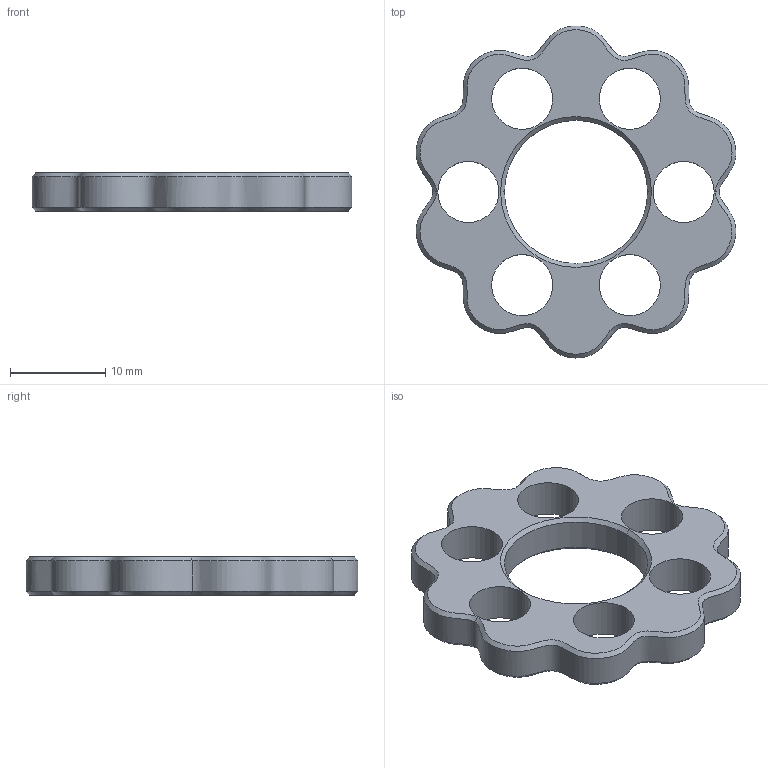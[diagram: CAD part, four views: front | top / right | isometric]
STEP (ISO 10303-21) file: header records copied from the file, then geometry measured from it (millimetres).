
FILE_DESCRIPTION (( 'STEP AP203' ), '1' );
FILE_NAME ('啊盄謫1.2_se.STEP', '2024-02-19T06:05:09', ( '' ), ( '' ), 'SwSTEP 2.0', 'SolidWorks 2022', '' );
FILE_SCHEMA (( 'CONFIG_CONTROL_DESIGN' ));
Length unit declared in the file: millimetre
Products named in the file (1): 啊盄謫1.2_se
Bounding box: 33.5 x 34.78 x 4 mm (x, y, z)
Volume: 1824.7 mm3; surface area: 2009.8 mm2
Topology: 1 solids, 1 shells, 26 faces, 64 edges, 40 vertices
Faces by surface type: cylinder 14, bspline 6, cone 4, plane 2
Entity records: 12687 total; most frequent: CARTESIAN_POINT 11979, ORIENTED_EDGE 128, DIRECTION 126, EDGE_CURVE 64, AXIS2_PLACEMENT_3D 53, VERTEX_POINT 40, EDGE_LOOP 40, CIRCLE 32
